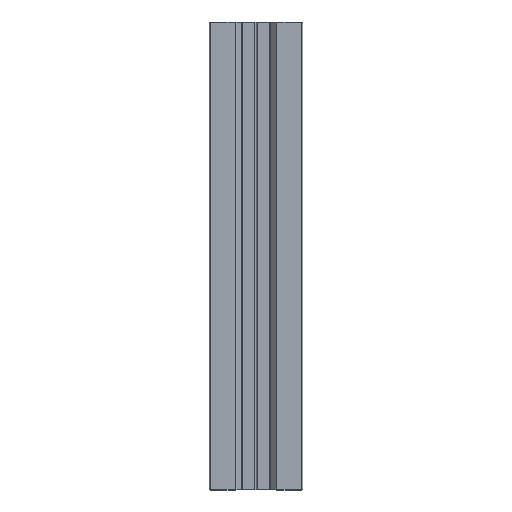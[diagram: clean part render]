
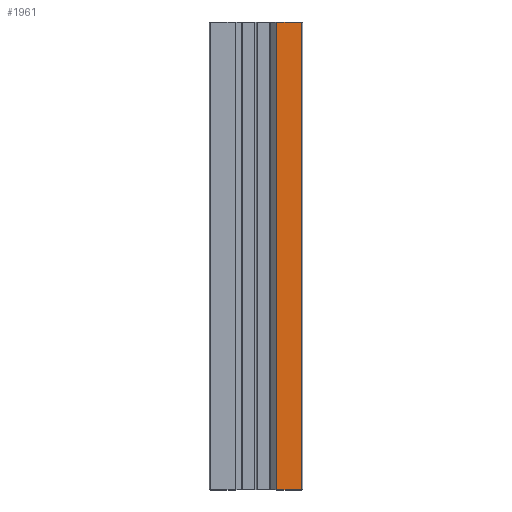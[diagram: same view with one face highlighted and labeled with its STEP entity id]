
A CAD part, top view. The second image highlights one B-rep face of the part: STEP entity #1961.
In plain terms, the highlighted planar face has unit normal (0, 0, 1).
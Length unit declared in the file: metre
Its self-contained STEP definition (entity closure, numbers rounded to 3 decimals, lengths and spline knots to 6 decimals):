
#195=ORIENTED_EDGE('',*,*,#788,.F.);
#196=ORIENTED_EDGE('',*,*,#789,.F.);
#197=ORIENTED_EDGE('',*,*,#790,.T.);
#198=ORIENTED_EDGE('',*,*,#786,.T.);
#786=EDGE_CURVE('',#1078,#1077,#1279,.T.);
#788=EDGE_CURVE('',#1079,#1077,#1280,.T.);
#789=EDGE_CURVE('',#1080,#1079,#1281,.T.);
#790=EDGE_CURVE('',#1080,#1078,#1282,.T.);
#1077=VERTEX_POINT('',#2930);
#1078=VERTEX_POINT('',#2932);
#1079=VERTEX_POINT('',#2936);
#1080=VERTEX_POINT('',#2938);
#1279=LINE('',#2931,#1491);
#1280=LINE('',#2935,#1492);
#1281=LINE('',#2937,#1493);
#1282=LINE('',#2939,#1494);
#1491=VECTOR('',#2330,1.);
#1492=VECTOR('',#2335,1.);
#1493=VECTOR('',#2336,1.);
#1494=VECTOR('',#2337,1.);
#1691=EDGE_LOOP('',(#195,#196,#197,#198));
#1797=FACE_BOUND('',#1691,.T.);
#1897=PLANE('',#2089);
#1961=ADVANCED_FACE('',(#1797),#1897,.T.);
#2089=AXIS2_PLACEMENT_3D('',#2934,#2333,#2334);
#2330=DIRECTION('',(0.,1.,0.));
#2333=DIRECTION('',(0.,0.,1.));
#2334=DIRECTION('',(1.,0.,0.));
#2335=DIRECTION('',(1.,0.,0.));
#2336=DIRECTION('',(0.,1.,0.));
#2337=DIRECTION('',(1.,0.,0.));
#2930=CARTESIAN_POINT('',(0.002401,0.,0.016455));
#2931=CARTESIAN_POINT('',(0.002401,-0.1,0.016455));
#2932=CARTESIAN_POINT('',(0.002401,-0.1,0.016455));
#2934=CARTESIAN_POINT('',(-0.000261,-0.1,0.016455));
#2935=CARTESIAN_POINT('',(-0.000261,0.,0.016455));
#2936=CARTESIAN_POINT('',(-0.002923,0.,0.016455));
#2937=CARTESIAN_POINT('',(-0.002923,-0.1,0.016455));
#2938=CARTESIAN_POINT('',(-0.002923,-0.1,0.016455));
#2939=CARTESIAN_POINT('',(-0.000261,-0.1,0.016455));
